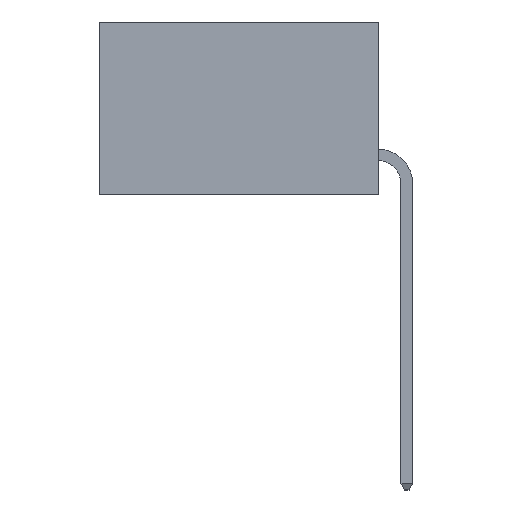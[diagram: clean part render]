
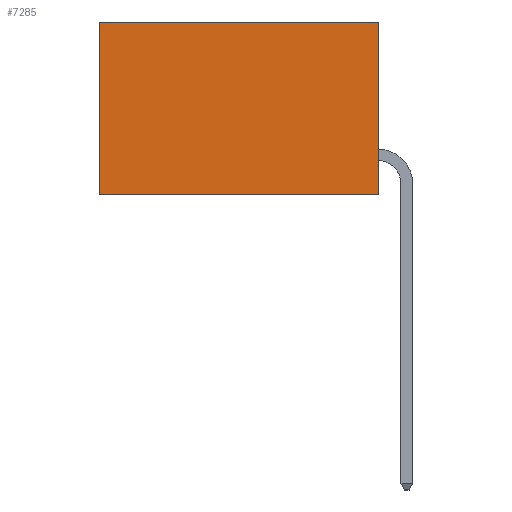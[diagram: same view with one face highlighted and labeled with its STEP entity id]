
A CAD part, left-side view. The second image highlights one B-rep face of the part: STEP entity #7285.
In plain terms, the highlighted planar face has unit normal (-1, 0, 0).
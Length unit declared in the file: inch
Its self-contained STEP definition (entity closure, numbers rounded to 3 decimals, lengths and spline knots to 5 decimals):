
#184 = DIRECTION ( 'NONE',  ( 0., 0., -1. ) ) ;
#519 = VECTOR ( 'NONE', #12108, 39.37008 ) ;
#823 = CARTESIAN_POINT ( 'NONE',  ( 0.2615, 0., 0. ) ) ;
#1248 = VERTEX_POINT ( 'NONE', #12024 ) ;
#1281 = CARTESIAN_POINT ( 'NONE',  ( 0.2615, 0.6, 0. ) ) ;
#1505 = ORIENTED_EDGE ( 'NONE', *, *, #7472, .T. ) ;
#1651 = DIRECTION ( 'NONE',  ( 0., 0., -1. ) ) ;
#1731 = DIRECTION ( 'NONE',  ( 0., 1., 0. ) ) ;
#1878 = VECTOR ( 'NONE', #184, 39.37008 ) ;
#2038 = EDGE_LOOP ( 'NONE', ( #10722, #7235, #12612, #1505 ) ) ;
#2485 = VERTEX_POINT ( 'NONE', #1281 ) ;
#2887 = EDGE_CURVE ( 'NONE', #2485, #1248, #11764, .T. ) ;
#3791 = CARTESIAN_POINT ( 'NONE',  ( 0.2615, 0., -0.37 ) ) ;
#4615 = CARTESIAN_POINT ( 'NONE',  ( 0.2615, 0., -0.37 ) ) ;
#4868 = CARTESIAN_POINT ( 'NONE',  ( 0.2615, 0., 0. ) ) ;
#5237 = EDGE_CURVE ( 'NONE', #6485, #1248, #7199, .T. ) ;
#5817 = DIRECTION ( 'NONE',  ( 1., 0., 0. ) ) ;
#6094 = VECTOR ( 'NONE', #1731, 39.37008 ) ;
#6145 = VECTOR ( 'NONE', #12112, 39.37008 ) ;
#6485 = VERTEX_POINT ( 'NONE', #4615 ) ;
#6669 = EDGE_CURVE ( 'NONE', #6797, #6485, #8308, .T. ) ;
#6797 = VERTEX_POINT ( 'NONE', #823 ) ;
#6882 = PLANE ( 'NONE',  #9845 ) ;
#7199 = LINE ( 'NONE', #7924, #6094 ) ;
#7235 = ORIENTED_EDGE ( 'NONE', *, *, #5237, .F. ) ;
#7285 = ADVANCED_FACE ( 'NONE', ( #11865 ), #6882, .F. ) ;
#7472 = EDGE_CURVE ( 'NONE', #6797, #2485, #8912, .T. ) ;
#7924 = CARTESIAN_POINT ( 'NONE',  ( 0.2615, 0., -0.37 ) ) ;
#8308 = LINE ( 'NONE', #3791, #519 ) ;
#8437 = CARTESIAN_POINT ( 'NONE',  ( 0.2615, 0.6, -0.37 ) ) ;
#8912 = LINE ( 'NONE', #4868, #6145 ) ;
#9845 = AXIS2_PLACEMENT_3D ( 'NONE', #12025, #5817, #1651 ) ;
#10722 = ORIENTED_EDGE ( 'NONE', *, *, #2887, .T. ) ;
#11764 = LINE ( 'NONE', #8437, #1878 ) ;
#11865 = FACE_OUTER_BOUND ( 'NONE', #2038, .T. ) ;
#12024 = CARTESIAN_POINT ( 'NONE',  ( 0.2615, 0.6, -0.37 ) ) ;
#12025 = CARTESIAN_POINT ( 'NONE',  ( 0.2615, 0., -0.37 ) ) ;
#12108 = DIRECTION ( 'NONE',  ( 0., 0., -1. ) ) ;
#12112 = DIRECTION ( 'NONE',  ( 0., 1., 0. ) ) ;
#12612 = ORIENTED_EDGE ( 'NONE', *, *, #6669, .F. ) ;
